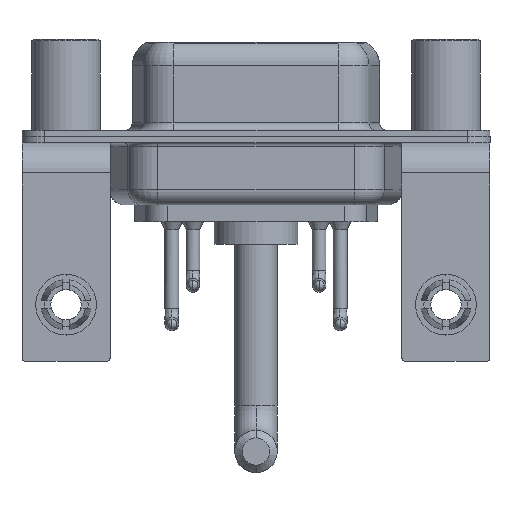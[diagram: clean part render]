
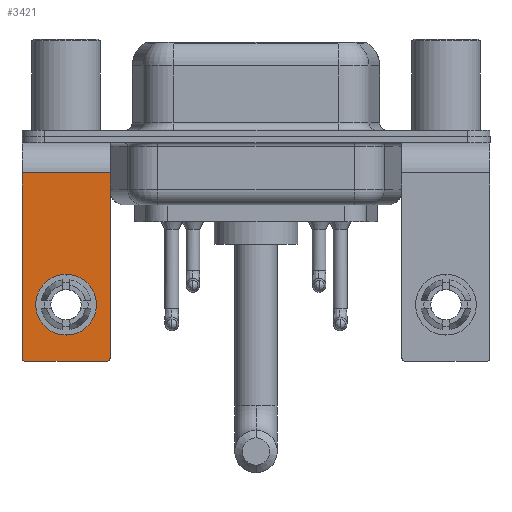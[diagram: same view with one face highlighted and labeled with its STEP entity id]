
A CAD part, front view. The second image highlights one B-rep face of the part: STEP entity #3421.
In plain terms, the highlighted planar face has unit normal (0, -1, 0).
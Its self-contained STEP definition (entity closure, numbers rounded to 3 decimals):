
#110 = CARTESIAN_POINT ( 'NONE',  ( -2.9, -6.25, -2.4 ) ) ;
#468 = DIRECTION ( 'NONE',  ( 0., 0., 1. ) ) ;
#608 = DIRECTION ( 'NONE',  ( -1., 0., 0. ) ) ;
#1479 = VERTEX_POINT ( 'NONE', #11269 ) ;
#1544 = DIRECTION ( 'NONE',  ( 0., 1., 0. ) ) ;
#1701 = VERTEX_POINT ( 'NONE', #5835 ) ;
#2606 = LINE ( 'NONE', #4296, #10925 ) ;
#2756 = DIRECTION ( 'NONE',  ( 0., -1., 0. ) ) ;
#2953 = ORIENTED_EDGE ( 'NONE', *, *, #15696, .F. ) ;
#3252 = LINE ( 'NONE', #4655, #16347 ) ;
#3421 = ADVANCED_FACE ( 'NONE', ( #17610, #9692 ), #12992, .F. ) ;
#4288 = CIRCLE ( 'NONE', #7495, 2. ) ;
#4296 = CARTESIAN_POINT ( 'NONE',  ( -2.9, -6.25, -2.4 ) ) ;
#4483 = EDGE_CURVE ( 'NONE', #12947, #18057, #5009, .T. ) ;
#4655 = CARTESIAN_POINT ( 'NONE',  ( 2.9, -6.25, -14.8 ) ) ;
#4873 = CARTESIAN_POINT ( 'NONE',  ( 0., -6.25, -13.07 ) ) ;
#4950 = CARTESIAN_POINT ( 'NONE',  ( 0., -6.25, -11.07 ) ) ;
#5009 = LINE ( 'NONE', #14354, #10823 ) ;
#5780 = AXIS2_PLACEMENT_3D ( 'NONE', #9791, #14309, #468 ) ;
#5835 = CARTESIAN_POINT ( 'NONE',  ( -2.9, -6.25, -14.55 ) ) ;
#6243 = EDGE_LOOP ( 'NONE', ( #8300, #11158 ) ) ;
#6388 = VERTEX_POINT ( 'NONE', #9797 ) ;
#6646 = CIRCLE ( 'NONE', #18201, 0.25 ) ;
#6784 = CIRCLE ( 'NONE', #17385, 0.25 ) ;
#7086 = EDGE_CURVE ( 'NONE', #18057, #1701, #2606, .T. ) ;
#7495 = AXIS2_PLACEMENT_3D ( 'NONE', #19621, #18001, #16198 ) ;
#7970 = DIRECTION ( 'NONE',  ( 0., 0., 1. ) ) ;
#8117 = EDGE_CURVE ( 'NONE', #1701, #8941, #6784, .T. ) ;
#8300 = ORIENTED_EDGE ( 'NONE', *, *, #14523, .T. ) ;
#8361 = DIRECTION ( 'NONE',  ( 0., -1., 0. ) ) ;
#8673 = CARTESIAN_POINT ( 'NONE',  ( -2.65, -6.25, -14.55 ) ) ;
#8941 = VERTEX_POINT ( 'NONE', #10359 ) ;
#9280 = DIRECTION ( 'NONE',  ( -1., 0., 0. ) ) ;
#9669 = ORIENTED_EDGE ( 'NONE', *, *, #4483, .T. ) ;
#9692 = FACE_OUTER_BOUND ( 'NONE', #16710, .T. ) ;
#9791 = CARTESIAN_POINT ( 'NONE',  ( 2.9, -6.25, -2.4 ) ) ;
#9797 = CARTESIAN_POINT ( 'NONE',  ( 2.9, -6.25, -14.55 ) ) ;
#9900 = CARTESIAN_POINT ( 'NONE',  ( 2.9, -6.25, -2.4 ) ) ;
#9961 = CARTESIAN_POINT ( 'NONE',  ( 2.65, -6.25, -14.55 ) ) ;
#10032 = EDGE_CURVE ( 'NONE', #12257, #6388, #6646, .T. ) ;
#10273 = CIRCLE ( 'NONE', #18306, 2. ) ;
#10359 = CARTESIAN_POINT ( 'NONE',  ( -2.65, -6.25, -14.8 ) ) ;
#10627 = VERTEX_POINT ( 'NONE', #4873 ) ;
#10690 = ORIENTED_EDGE ( 'NONE', *, *, #10032, .T. ) ;
#10823 = VECTOR ( 'NONE', #608, 1000. ) ;
#10925 = VECTOR ( 'NONE', #14857, 1000. ) ;
#11158 = ORIENTED_EDGE ( 'NONE', *, *, #19677, .T. ) ;
#11269 = CARTESIAN_POINT ( 'NONE',  ( 0., -6.25, -9.07 ) ) ;
#11801 = DIRECTION ( 'NONE',  ( 0., 0., -1. ) ) ;
#11907 = CARTESIAN_POINT ( 'NONE',  ( 2.65, -6.25, -14.8 ) ) ;
#12257 = VERTEX_POINT ( 'NONE', #11907 ) ;
#12391 = EDGE_CURVE ( 'NONE', #12257, #8941, #3252, .T. ) ;
#12947 = VERTEX_POINT ( 'NONE', #17007 ) ;
#12992 = PLANE ( 'NONE',  #5780 ) ;
#13261 = DIRECTION ( 'NONE',  ( 0., 0., 1. ) ) ;
#14309 = DIRECTION ( 'NONE',  ( 0., 1., 0. ) ) ;
#14354 = CARTESIAN_POINT ( 'NONE',  ( 2.9, -6.25, -2.4 ) ) ;
#14523 = EDGE_CURVE ( 'NONE', #10627, #1479, #10273, .T. ) ;
#14857 = DIRECTION ( 'NONE',  ( 0., 0., -1. ) ) ;
#15126 = VECTOR ( 'NONE', #11801, 1000. ) ;
#15696 = EDGE_CURVE ( 'NONE', #12947, #6388, #19256, .T. ) ;
#16198 = DIRECTION ( 'NONE',  ( 0., 0., 1. ) ) ;
#16347 = VECTOR ( 'NONE', #9280, 1000. ) ;
#16643 = ORIENTED_EDGE ( 'NONE', *, *, #12391, .F. ) ;
#16659 = ORIENTED_EDGE ( 'NONE', *, *, #8117, .T. ) ;
#16710 = EDGE_LOOP ( 'NONE', ( #19607, #16659, #16643, #10690, #2953, #9669 ) ) ;
#17007 = CARTESIAN_POINT ( 'NONE',  ( 2.9, -6.25, -2.4 ) ) ;
#17385 = AXIS2_PLACEMENT_3D ( 'NONE', #8673, #2756, #18023 ) ;
#17610 = FACE_BOUND ( 'NONE', #6243, .T. ) ;
#18001 = DIRECTION ( 'NONE',  ( 0., 1., 0. ) ) ;
#18023 = DIRECTION ( 'NONE',  ( 0., 0., 1. ) ) ;
#18057 = VERTEX_POINT ( 'NONE', #110 ) ;
#18201 = AXIS2_PLACEMENT_3D ( 'NONE', #9961, #8361, #13261 ) ;
#18306 = AXIS2_PLACEMENT_3D ( 'NONE', #4950, #1544, #7970 ) ;
#19256 = LINE ( 'NONE', #9900, #15126 ) ;
#19607 = ORIENTED_EDGE ( 'NONE', *, *, #7086, .T. ) ;
#19621 = CARTESIAN_POINT ( 'NONE',  ( 0., -6.25, -11.07 ) ) ;
#19677 = EDGE_CURVE ( 'NONE', #1479, #10627, #4288, .T. ) ;
